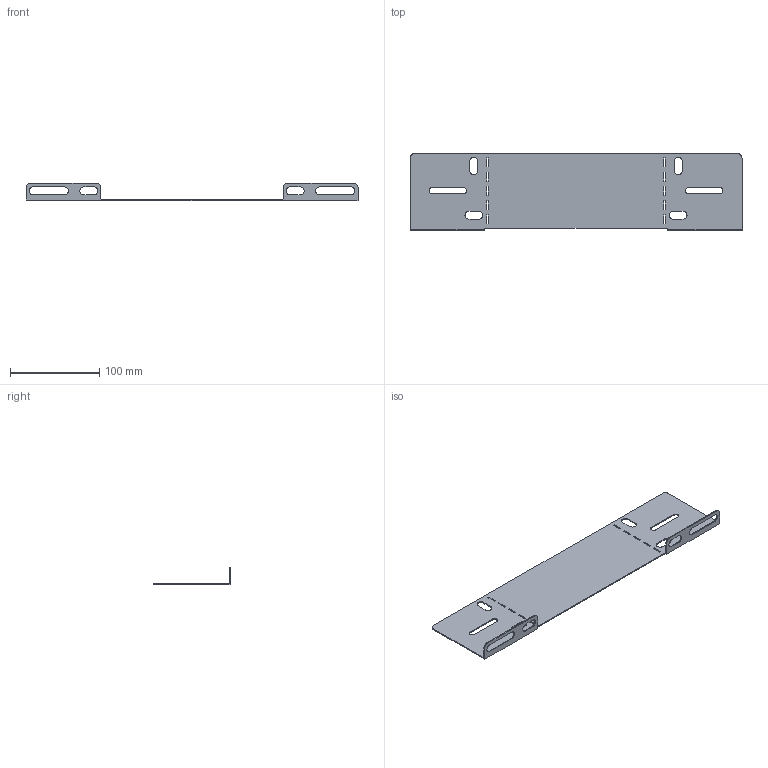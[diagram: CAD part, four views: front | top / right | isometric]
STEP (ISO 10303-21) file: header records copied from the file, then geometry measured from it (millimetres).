
FILE_DESCRIPTION (( 'STEP AP214' ), '1' );
FILE_NAME ('CLM40D-PSUL-H100-200.STEP', '2021-03-08T15:51:37', ( '' ), ( '' ), 'SwSTEP 2.0', 'SolidWorks 2017', '' );
FILE_SCHEMA (( 'AUTOMOTIVE_DESIGN' ));
Length unit declared in the file: millimetre
Products named in the file (1): CLM40D-PSUL-H100-200
Bounding box: 373 x 86 x 20 mm (x, y, z)
Volume: 38764 mm3; surface area: 66882.9 mm2
Topology: 1 solids, 1 shells, 110 faces, 324 edges, 216 vertices
Faces by surface type: plane 80, cylinder 30
Entity records: 3762 total; most frequent: CARTESIAN_POINT 651, ORIENTED_EDGE 648, DIRECTION 606, EDGE_CURVE 324, VECTOR 264, LINE 264, VERTEX_POINT 216, AXIS2_PLACEMENT_3D 171
